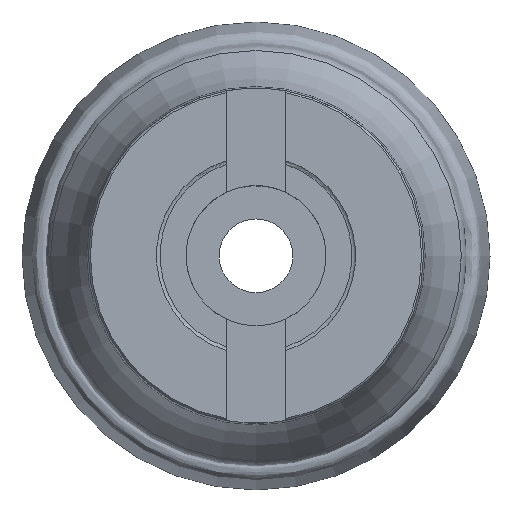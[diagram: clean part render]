
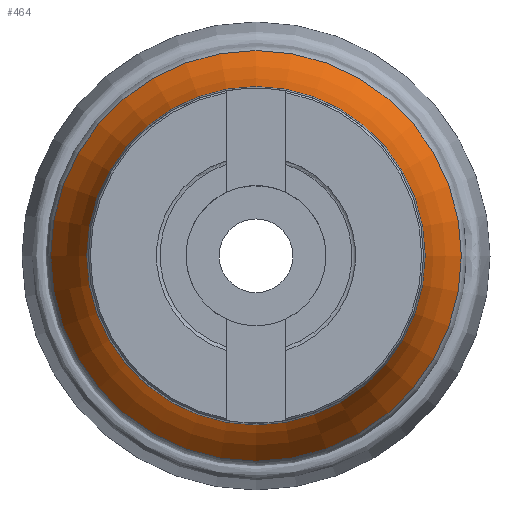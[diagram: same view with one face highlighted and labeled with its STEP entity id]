
A CAD part, top view. The second image highlights one B-rep face of the part: STEP entity #464.
In plain terms, the highlighted toroidal (fillet/blend) face has major radius 104.563 mm and minor radius 60 mm.
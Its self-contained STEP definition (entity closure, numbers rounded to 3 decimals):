
#83=TOROIDAL_SURFACE('',#710,104.563,60.);
#183=EDGE_LOOP('',(#256));
#184=EDGE_LOOP('',(#257));
#256=ORIENTED_EDGE('',*,*,#373,.T.);
#257=ORIENTED_EDGE('',*,*,#374,.T.);
#373=EDGE_CURVE('',#567,#567,#422,.T.);
#374=EDGE_CURVE('',#568,#568,#423,.T.);
#422=CIRCLE('',#708,45.893);
#423=CIRCLE('',#709,55.704);
#464=ADVANCED_FACE('',(#511,#512),#83,.F.);
#511=FACE_BOUND('',#183,.T.);
#512=FACE_BOUND('',#184,.T.);
#567=VERTEX_POINT('',#1103);
#568=VERTEX_POINT('',#1105);
#708=AXIS2_PLACEMENT_3D('',#1102,#821,#822);
#709=AXIS2_PLACEMENT_3D('',#1104,#823,#824);
#710=AXIS2_PLACEMENT_3D('',#1106,#825,#826);
#821=DIRECTION('',(0.,0.,-1.));
#822=DIRECTION('',(1.,0.,0.));
#823=DIRECTION('',(0.,0.,1.));
#824=DIRECTION('',(1.,0.,0.));
#825=DIRECTION('',(0.,0.,1.));
#826=DIRECTION('',(1.,0.,0.));
#1102=CARTESIAN_POINT('',(0.,0.,-17.287));
#1103=CARTESIAN_POINT('',(45.893,0.,-17.287));
#1104=CARTESIAN_POINT('',(0.,0.,-39.547));
#1105=CARTESIAN_POINT('',(55.704,0.,-39.547));
#1106=CARTESIAN_POINT('',(0.,0.,-4.722));
